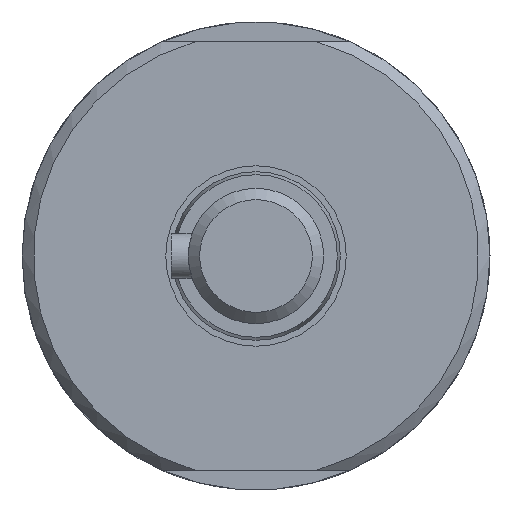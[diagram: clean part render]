
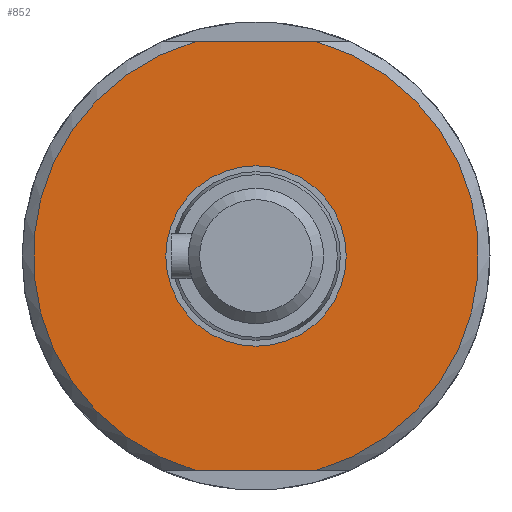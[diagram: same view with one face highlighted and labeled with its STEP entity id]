
A CAD part, left-side view. The second image highlights one B-rep face of the part: STEP entity #852.
In plain terms, the highlighted planar face has unit normal (-1, 0, 0).
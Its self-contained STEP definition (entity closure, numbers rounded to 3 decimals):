
#800=CARTESIAN_POINT('',(-118.,13.875,0.));
#801=DIRECTION('',(-1.0,0.0,0.0));
#802=DIRECTION('',(0.0,0.0,1.0));
#803=AXIS2_PLACEMENT_3D('',#800,#801,#802);
#804=PLANE('',#803);
#805=CARTESIAN_POINT('',(-118.,5.391,-19.));
#806=VERTEX_POINT('',#805);
#807=CARTESIAN_POINT('',(-118.,-5.391,-19.0));
#808=VERTEX_POINT('',#807);
#809=CARTESIAN_POINT('',(-118.,5.391,-19.));
#810=DIRECTION('',(0.0,-1.0,0.0));
#811=VECTOR('',#810,10.782);
#812=LINE('',#809,#811);
#813=EDGE_CURVE('',#806,#808,#812,.T.);
#814=ORIENTED_EDGE('',*,*,#813,.T.);
#815=CARTESIAN_POINT('',(-118.,-5.391,19.));
#816=VERTEX_POINT('',#815);
#817=CARTESIAN_POINT('',(-118.,0.,0.));
#818=DIRECTION('',(1.0,0.0,0.0));
#819=DIRECTION('',(0.0,1.0,0.0));
#820=AXIS2_PLACEMENT_3D('',#817,#818,#819);
#821=CIRCLE('',#820,19.75);
#822=EDGE_CURVE('',#816,#808,#821,.T.);
#823=ORIENTED_EDGE('',*,*,#822,.F.);
#824=CARTESIAN_POINT('',(-118.,5.391,19.0));
#825=VERTEX_POINT('',#824);
#826=CARTESIAN_POINT('',(-118.,-5.391,19.));
#827=DIRECTION('',(0.0,1.0,0.0));
#828=VECTOR('',#827,10.782);
#829=LINE('',#826,#828);
#830=EDGE_CURVE('',#816,#825,#829,.T.);
#831=ORIENTED_EDGE('',*,*,#830,.T.);
#832=CARTESIAN_POINT('',(-118.,0.,0.));
#833=DIRECTION('',(1.0,0.0,0.0));
#834=DIRECTION('',(0.0,1.0,0.0));
#835=AXIS2_PLACEMENT_3D('',#832,#833,#834);
#836=CIRCLE('',#835,19.75);
#837=EDGE_CURVE('',#806,#825,#836,.T.);
#838=ORIENTED_EDGE('',*,*,#837,.F.);
#839=EDGE_LOOP('',(#814,#823,#831,#838));
#840=FACE_OUTER_BOUND('',#839,.T.);
#841=CARTESIAN_POINT('',(-118.,8.,0.));
#842=VERTEX_POINT('',#841);
#843=CARTESIAN_POINT('',(-118.,0.,0.));
#844=DIRECTION('',(1.0,0.0,0.0));
#845=DIRECTION('',(0.0,1.0,0.0));
#846=AXIS2_PLACEMENT_3D('',#843,#844,#845);
#847=CIRCLE('',#846,8.0);
#848=EDGE_CURVE('',#842,#842,#847,.T.);
#849=ORIENTED_EDGE('',*,*,#848,.T.);
#850=EDGE_LOOP('',(#849));
#851=FACE_BOUND('',#850,.T.);
#852=ADVANCED_FACE('',(#840,#851),#804,.T.);
